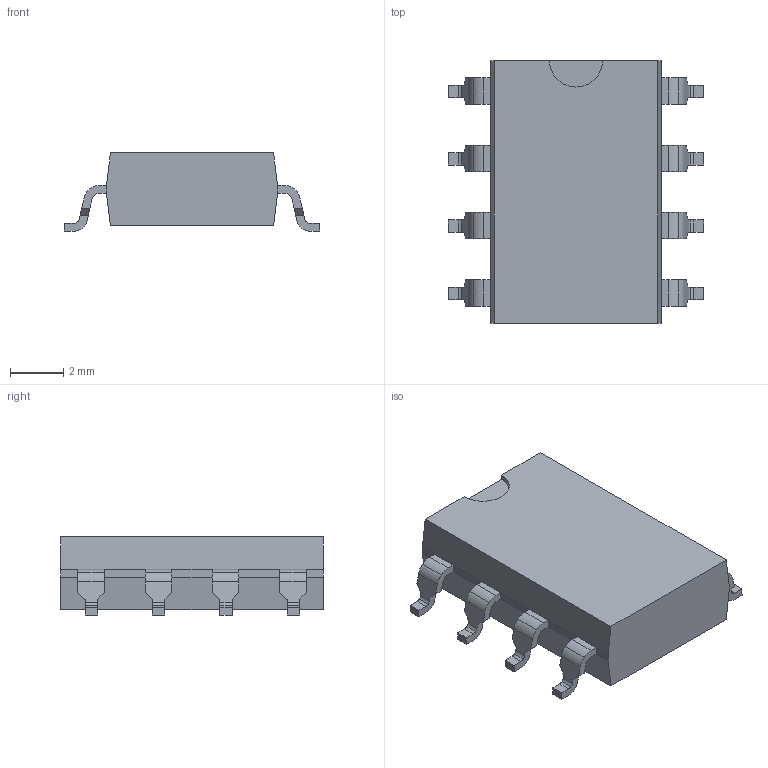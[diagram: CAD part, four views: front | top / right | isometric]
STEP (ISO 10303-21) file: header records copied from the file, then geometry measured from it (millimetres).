
FILE_DESCRIPTION((''),'2;1');
FILE_NAME('SOIC254P962X315-8N.stp','2009-03-25T17:45:13',(''),(''),'Mechanical Desktop 2006','Mechanical Desktop 2006',', , ');
FILE_SCHEMA(('AUTOMOTIVE_DESIGN { 1 2 10303 214 0 1 1 1 }'));
Length unit declared in the file: millimetre
Products named in the file (1): Product
Bounding box: 9.62 x 9.91 x 2.95 mm (x, y, z)
Volume: 176.4 mm3; surface area: 258.7 mm2
Topology: 9 solids, 9 shells, 197 faces, 537 edges, 358 vertices
Faces by surface type: bspline 92, plane 71, cylinder 34
Entity records: 6683 total; most frequent: CARTESIAN_POINT 1817, ORIENTED_EDGE 1074, DIRECTION 881, EDGE_CURVE 537, VECTOR 405, LINE 405, VERTEX_POINT 358, AXIS2_PLACEMENT_3D 238
